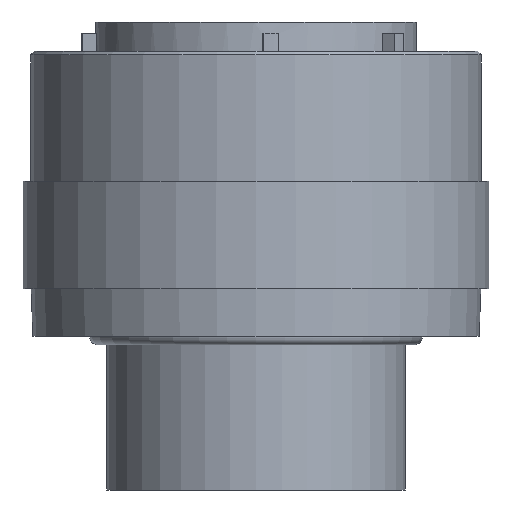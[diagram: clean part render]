
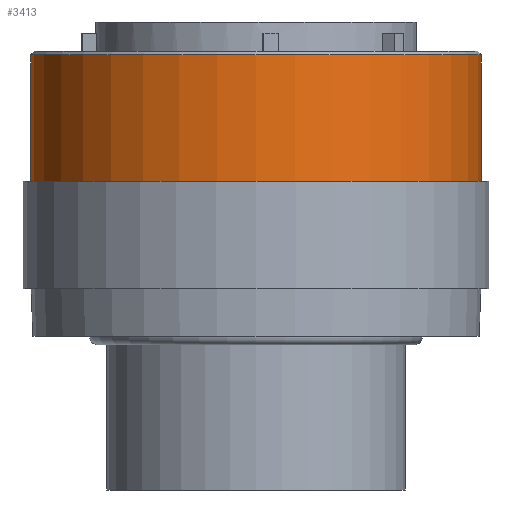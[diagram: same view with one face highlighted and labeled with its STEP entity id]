
A CAD part, front view. The second image highlights one B-rep face of the part: STEP entity #3413.
In plain terms, the highlighted cylindrical face has radius 15.1 mm (diameter 30.2 mm), a partial arc.
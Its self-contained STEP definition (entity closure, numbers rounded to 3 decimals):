
#255=CARTESIAN_POINT('',(0.,0.,-2.21));
#256=DIRECTION('',(0.,0.,1.));
#257=DIRECTION('',(-1.,0.,0.));
#258=AXIS2_PLACEMENT_3D('',#255,#256,#257);
#260=DIRECTION('',(0.,0.,1.));
#261=VECTOR('',#260,8.45);
#262=CARTESIAN_POINT('',(15.1,0.,-10.66));
#263=LINE('',#262,#261);
#264=CARTESIAN_POINT('',(0.,0.,-10.66));
#265=DIRECTION('',(0.,0.,1.));
#266=DIRECTION('',(-1.,0.,0.));
#267=AXIS2_PLACEMENT_3D('',#264,#265,#266);
#269=DIRECTION('',(0.,0.,1.));
#270=VECTOR('',#269,8.45);
#271=CARTESIAN_POINT('',(-15.1,0.,-10.66));
#272=LINE('',#271,#270);
#2689=CARTESIAN_POINT('',(-15.1,0.,-10.66));
#2690=CARTESIAN_POINT('',(15.1,0.,-10.66));
#2691=VERTEX_POINT('',#2689);
#2692=VERTEX_POINT('',#2690);
#2697=CARTESIAN_POINT('',(-15.1,0.,-2.21));
#2698=CARTESIAN_POINT('',(15.1,0.,-2.21));
#2699=VERTEX_POINT('',#2697);
#2700=VERTEX_POINT('',#2698);
#3401=CARTESIAN_POINT('',(0.,0.,-1.005));
#3402=DIRECTION('',(0.,0.,-1.));
#3403=DIRECTION('',(1.,0.,0.));
#3404=AXIS2_PLACEMENT_3D('',#3401,#3402,#3403);
#3405=CYLINDRICAL_SURFACE('',#3404,15.1);
#3406=ORIENTED_EDGE('',*,*,#3366,.T.);
#3407=ORIENTED_EDGE('',*,*,#3396,.F.);
#3409=ORIENTED_EDGE('',*,*,#3408,.F.);
#3410=ORIENTED_EDGE('',*,*,#3392,.T.);
#3411=EDGE_LOOP('',(#3406,#3407,#3409,#3410));
#3412=FACE_OUTER_BOUND('',#3411,.F.);
#3413=ADVANCED_FACE('',(#3412),#3405,.T.);
#259=CIRCLE('',#258,15.1);
#268=CIRCLE('',#267,15.1);
#3366=EDGE_CURVE('',#2699,#2700,#259,.T.);
#3392=EDGE_CURVE('',#2691,#2699,#272,.T.);
#3396=EDGE_CURVE('',#2692,#2700,#263,.T.);
#3408=EDGE_CURVE('',#2691,#2692,#268,.T.);
